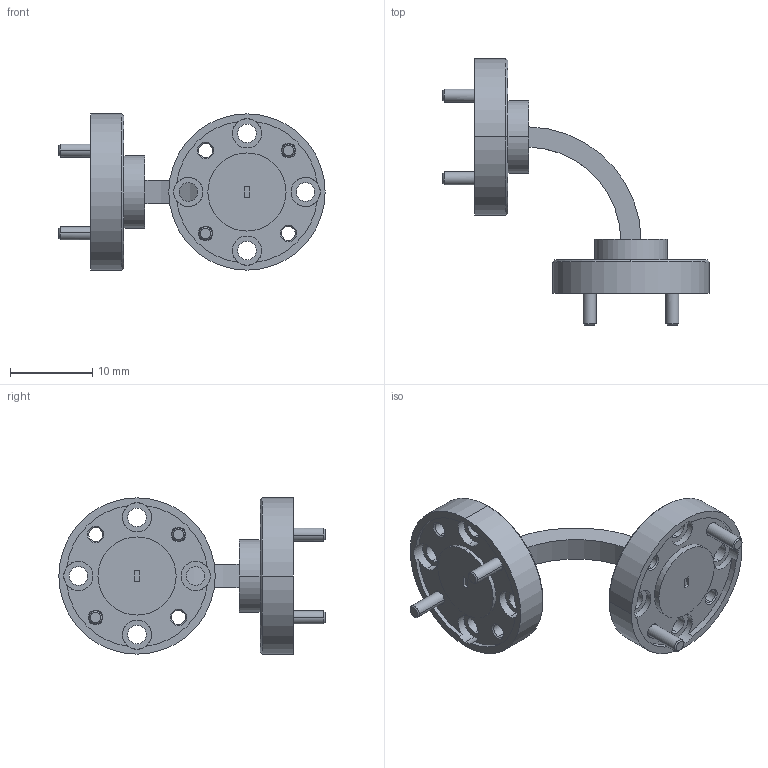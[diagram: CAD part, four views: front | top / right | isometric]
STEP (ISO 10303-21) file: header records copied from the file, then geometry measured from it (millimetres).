
FILE_DESCRIPTION (( 'STEP AP203' ), '1' );
FILE_NAME ('SWB-05090-EB .STEP', '2021-10-20T18:07:08', ( '' ), ( '' ), 'SwSTEP 2.0', 'SolidWorks 2021', '' );
FILE_SCHEMA (( 'CONFIG_CONTROL_DESIGN' ));
Length unit declared in the file: inch
Products named in the file (1): SWB-05090-EB 
Bounding box: 32.45 x 32.45 x 19.05 mm (x, y, z)
Volume: 2408.7 mm3; surface area: 2361.6 mm2
Topology: 1 solids, 1 shells, 152 faces, 378 edges, 246 vertices
Faces by surface type: cylinder 78, plane 38, cone 36
Entity records: 4751 total; most frequent: DIRECTION 910, CARTESIAN_POINT 777, ORIENTED_EDGE 756, AXIS2_PLACEMENT_3D 379, EDGE_CURVE 378, VERTEX_POINT 246, CIRCLE 226, EDGE_LOOP 194
